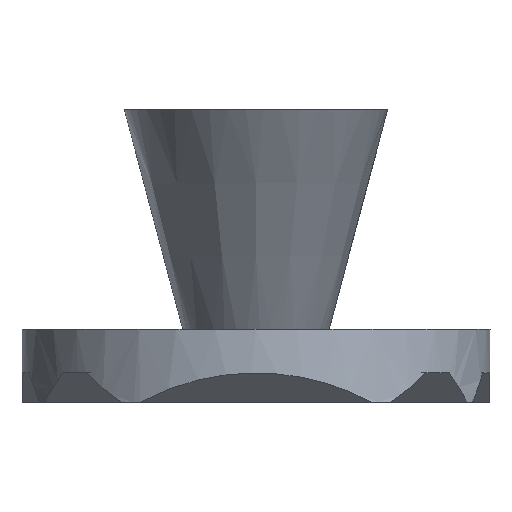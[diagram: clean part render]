
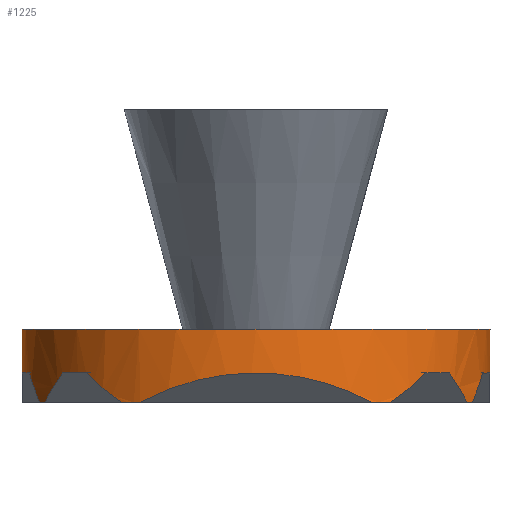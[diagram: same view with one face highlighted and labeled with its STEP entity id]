
A CAD part, left-side view. The second image highlights one B-rep face of the part: STEP entity #1225.
In plain terms, the highlighted cylindrical face has radius 16 mm (diameter 32 mm), a partial arc.
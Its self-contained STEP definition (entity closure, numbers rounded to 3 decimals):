
#17=CYLINDRICAL_SURFACE('',#1342,16.);
#20=CIRCLE('',#1316,16.);
#21=CIRCLE('',#1317,16.);
#31=CIRCLE('',#1340,16.);
#32=CIRCLE('',#1341,16.);
#33=CIRCLE('',#1343,16.);
#34=CIRCLE('',#1344,16.);
#35=CIRCLE('',#1345,16.);
#36=CIRCLE('',#1346,16.);
#37=CIRCLE('',#1347,16.);
#38=CIRCLE('',#1348,16.);
#39=CIRCLE('',#1349,16.);
#44=ELLIPSE('',#1310,22.1,15.998);
#45=ELLIPSE('',#1311,22.101,16.);
#46=ELLIPSE('',#1313,22.095,15.997);
#47=ELLIPSE('',#1314,22.096,15.999);
#51=ELLIPSE('',#1335,22.095,16.);
#52=ELLIPSE('',#1337,21.725,15.749);
#53=ELLIPSE('',#1338,21.726,15.75);
#72=LINE('',#2455,#212);
#73=LINE('',#2459,#213);
#212=VECTOR('',#1522,10.);
#213=VECTOR('',#1525,10.);
#351=FACE_OUTER_BOUND('',#426,.T.);
#426=EDGE_LOOP('',(#849,#850,#851,#852,#853,#854,#855,#856,#857,#858,#859,
#860,#861,#862,#863,#864,#865,#866,#867,#868));
#503=VERTEX_POINT('',#2378);
#504=VERTEX_POINT('',#2379);
#505=VERTEX_POINT('',#2381);
#506=VERTEX_POINT('',#2383);
#507=VERTEX_POINT('',#2387);
#508=VERTEX_POINT('',#2388);
#509=VERTEX_POINT('',#2390);
#510=VERTEX_POINT('',#2392);
#523=VERTEX_POINT('',#2432);
#524=VERTEX_POINT('',#2433);
#525=VERTEX_POINT('',#2437);
#526=VERTEX_POINT('',#2438);
#527=VERTEX_POINT('',#2440);
#528=VERTEX_POINT('',#2442);
#529=VERTEX_POINT('',#2450);
#530=VERTEX_POINT('',#2452);
#531=VERTEX_POINT('',#2454);
#532=VERTEX_POINT('',#2456);
#533=VERTEX_POINT('',#2458);
#534=VERTEX_POINT('',#2460);
#614=EDGE_CURVE('',#503,#504,#44,.T.);
#616=EDGE_CURVE('',#505,#506,#45,.T.);
#618=EDGE_CURVE('',#507,#508,#46,.T.);
#620=EDGE_CURVE('',#509,#510,#47,.T.);
#622=EDGE_CURVE('',#510,#503,#20,.T.);
#623=EDGE_CURVE('',#506,#507,#21,.T.);
#641=EDGE_CURVE('',#523,#524,#51,.F.);
#643=EDGE_CURVE('',#525,#526,#52,.T.);
#645=EDGE_CURVE('',#527,#528,#53,.T.);
#647=EDGE_CURVE('',#528,#523,#31,.T.);
#648=EDGE_CURVE('',#524,#525,#32,.T.);
#649=EDGE_CURVE('',#504,#527,#33,.T.);
#650=EDGE_CURVE('',#529,#509,#34,.T.);
#651=EDGE_CURVE('',#530,#529,#35,.T.);
#652=EDGE_CURVE('',#531,#530,#72,.T.);
#653=EDGE_CURVE('',#531,#532,#36,.T.);
#654=EDGE_CURVE('',#532,#533,#73,.T.);
#655=EDGE_CURVE('',#534,#533,#37,.T.);
#656=EDGE_CURVE('',#508,#534,#38,.T.);
#657=EDGE_CURVE('',#526,#505,#39,.T.);
#849=ORIENTED_EDGE('',*,*,#648,.F.);
#850=ORIENTED_EDGE('',*,*,#641,.F.);
#851=ORIENTED_EDGE('',*,*,#647,.F.);
#852=ORIENTED_EDGE('',*,*,#645,.F.);
#853=ORIENTED_EDGE('',*,*,#649,.F.);
#854=ORIENTED_EDGE('',*,*,#614,.F.);
#855=ORIENTED_EDGE('',*,*,#622,.F.);
#856=ORIENTED_EDGE('',*,*,#620,.F.);
#857=ORIENTED_EDGE('',*,*,#650,.F.);
#858=ORIENTED_EDGE('',*,*,#651,.F.);
#859=ORIENTED_EDGE('',*,*,#652,.F.);
#860=ORIENTED_EDGE('',*,*,#653,.T.);
#861=ORIENTED_EDGE('',*,*,#654,.T.);
#862=ORIENTED_EDGE('',*,*,#655,.F.);
#863=ORIENTED_EDGE('',*,*,#656,.F.);
#864=ORIENTED_EDGE('',*,*,#618,.F.);
#865=ORIENTED_EDGE('',*,*,#623,.F.);
#866=ORIENTED_EDGE('',*,*,#616,.F.);
#867=ORIENTED_EDGE('',*,*,#657,.F.);
#868=ORIENTED_EDGE('',*,*,#643,.F.);
#1225=ADVANCED_FACE('',(#351),#17,.T.);
#1310=AXIS2_PLACEMENT_3D('',#2380,#1438,#1439);
#1311=AXIS2_PLACEMENT_3D('',#2384,#1441,#1442);
#1313=AXIS2_PLACEMENT_3D('',#2389,#1446,#1447);
#1314=AXIS2_PLACEMENT_3D('',#2393,#1449,#1450);
#1316=AXIS2_PLACEMENT_3D('',#2396,#1454,#1455);
#1317=AXIS2_PLACEMENT_3D('',#2397,#1456,#1457);
#1335=AXIS2_PLACEMENT_3D('',#2434,#1497,#1498);
#1337=AXIS2_PLACEMENT_3D('',#2439,#1502,#1503);
#1338=AXIS2_PLACEMENT_3D('',#2443,#1505,#1506);
#1340=AXIS2_PLACEMENT_3D('',#2446,#1510,#1511);
#1341=AXIS2_PLACEMENT_3D('',#2447,#1512,#1513);
#1342=AXIS2_PLACEMENT_3D('',#2448,#1514,#1515);
#1343=AXIS2_PLACEMENT_3D('',#2449,#1516,#1517);
#1344=AXIS2_PLACEMENT_3D('',#2451,#1518,#1519);
#1345=AXIS2_PLACEMENT_3D('',#2453,#1520,#1521);
#1346=AXIS2_PLACEMENT_3D('',#2457,#1523,#1524);
#1347=AXIS2_PLACEMENT_3D('',#2461,#1526,#1527);
#1348=AXIS2_PLACEMENT_3D('',#2462,#1528,#1529);
#1349=AXIS2_PLACEMENT_3D('',#2463,#1530,#1531);
#1438=DIRECTION('center_axis',(-0.69,0.,
-0.724));
#1439=DIRECTION('ref_axis',(0.724,0.,-0.69));
#1441=DIRECTION('center_axis',(-0.69,0.,
-0.724));
#1442=DIRECTION('ref_axis',(0.724,0.,-0.69));
#1446=DIRECTION('center_axis',(0.69,0.,-0.724));
#1447=DIRECTION('ref_axis',(0.724,0.,0.69));
#1449=DIRECTION('center_axis',(0.69,0.,
-0.724));
#1450=DIRECTION('ref_axis',(0.724,0.,0.69));
#1454=DIRECTION('center_axis',(0.,0.,
-1.));
#1455=DIRECTION('ref_axis',(-0.431,-0.902,0.));
#1456=DIRECTION('center_axis',(0.,0.,
-1.));
#1457=DIRECTION('ref_axis',(-0.381,0.924,0.));
#1497=DIRECTION('center_axis',(0.69,0.,0.724));
#1498=DIRECTION('ref_axis',(-0.724,0.,0.69));
#1502=DIRECTION('center_axis',(0.69,0.,-0.724));
#1503=DIRECTION('ref_axis',(0.724,0.017,0.69));
#1505=DIRECTION('center_axis',(0.69,0.,
-0.724));
#1506=DIRECTION('ref_axis',(0.724,-0.017,0.69));
#1510=DIRECTION('center_axis',(0.,0.,
-1.));
#1511=DIRECTION('ref_axis',(-0.869,-0.495,0.));
#1512=DIRECTION('center_axis',(0.,0.,
-1.));
#1513=DIRECTION('ref_axis',(-0.819,0.574,0.));
#1514=DIRECTION('center_axis',(0.,0.,1.));
#1515=DIRECTION('ref_axis',(0.,1.,0.));
#1516=DIRECTION('center_axis',(0.,0.,
-1.));
#1517=DIRECTION('ref_axis',(-0.688,-0.726,0.));
#1518=DIRECTION('center_axis',(0.,0.,
-1.));
#1519=DIRECTION('ref_axis',(-0.25,-0.968,0.));
#1520=DIRECTION('center_axis',(0.,0.,
-1.));
#1521=DIRECTION('ref_axis',(-0.125,-0.992,0.));
#1522=DIRECTION('',(0.,0.,-1.));
#1523=DIRECTION('center_axis',(0.,0.,-1.));
#1524=DIRECTION('ref_axis',(0.,1.,0.));
#1525=DIRECTION('',(0.,0.,-1.));
#1526=DIRECTION('center_axis',(0.,0.,
-1.));
#1527=DIRECTION('ref_axis',(0.,1.,0.));
#1528=DIRECTION('center_axis',(0.,0.,
-1.));
#1529=DIRECTION('ref_axis',(-0.125,0.992,0.));
#1530=DIRECTION('center_axis',(0.,0.,
-1.));
#1531=DIRECTION('ref_axis',(-0.563,0.827,0.));
#2378=CARTESIAN_POINT('',(-32.26,-14.436,-4.6));
#2379=CARTESIAN_POINT('',(-34.36,-13.229,-2.6));
#2380=CARTESIAN_POINT('Origin',(-25.355,-0.002,
-11.177));
#2381=CARTESIAN_POINT('',(-34.36,13.229,-2.6));
#2383=CARTESIAN_POINT('',(-32.26,14.436,-4.6));
#2384=CARTESIAN_POINT('Origin',(-25.354,0.001,-11.177));
#2387=CARTESIAN_POINT('',(-31.46,14.792,-4.6));
#2388=CARTESIAN_POINT('',(-29.36,15.492,-2.6));
#2389=CARTESIAN_POINT('Origin',(-25.358,0.003,1.212));
#2390=CARTESIAN_POINT('',(-29.36,-15.492,-2.6));
#2392=CARTESIAN_POINT('',(-31.46,-14.792,-4.6));
#2393=CARTESIAN_POINT('Origin',(-25.358,-0.002,
1.212));
#2396=CARTESIAN_POINT('Origin',(-25.36,0.,-4.6));
#2397=CARTESIAN_POINT('Origin',(-25.36,0.,-4.6));
#2432=CARTESIAN_POINT('',(-39.26,-7.924,-4.6));
#2433=CARTESIAN_POINT('',(-39.26,7.924,-4.6));
#2434=CARTESIAN_POINT('Origin',(-25.36,0.,-17.838));
#2437=CARTESIAN_POINT('',(-38.46,9.186,-4.6));
#2438=CARTESIAN_POINT('',(-36.36,11.619,-2.6));
#2439=CARTESIAN_POINT('Origin',(-25.618,0.23,7.631));
#2440=CARTESIAN_POINT('',(-36.36,-11.619,-2.6));
#2442=CARTESIAN_POINT('',(-38.46,-9.186,-4.6));
#2443=CARTESIAN_POINT('Origin',(-25.618,-0.229,7.631));
#2446=CARTESIAN_POINT('Origin',(-25.36,0.,-4.6));
#2447=CARTESIAN_POINT('Origin',(-25.36,0.,-4.6));
#2448=CARTESIAN_POINT('Origin',(-25.36,0.,-10.1));
#2449=CARTESIAN_POINT('Origin',(-25.36,0.,-2.6));
#2450=CARTESIAN_POINT('',(-27.36,-15.875,-2.6));
#2451=CARTESIAN_POINT('Origin',(-25.36,0.,-2.6));
#2452=CARTESIAN_POINT('',(-25.36,-16.,-2.6));
#2453=CARTESIAN_POINT('Origin',(-25.36,0.,-2.6));
#2454=CARTESIAN_POINT('',(-25.36,-16.,0.4));
#2455=CARTESIAN_POINT('',(-25.36,-16.,0.4));
#2456=CARTESIAN_POINT('',(-25.36,16.,0.4));
#2457=CARTESIAN_POINT('Origin',(-25.36,0.,0.4));
#2458=CARTESIAN_POINT('',(-25.36,16.,-2.6));
#2459=CARTESIAN_POINT('',(-25.36,16.,0.4));
#2460=CARTESIAN_POINT('',(-27.36,15.875,-2.6));
#2461=CARTESIAN_POINT('Origin',(-25.36,0.,-2.6));
#2462=CARTESIAN_POINT('Origin',(-25.36,0.,-2.6));
#2463=CARTESIAN_POINT('Origin',(-25.36,0.,-2.6));
